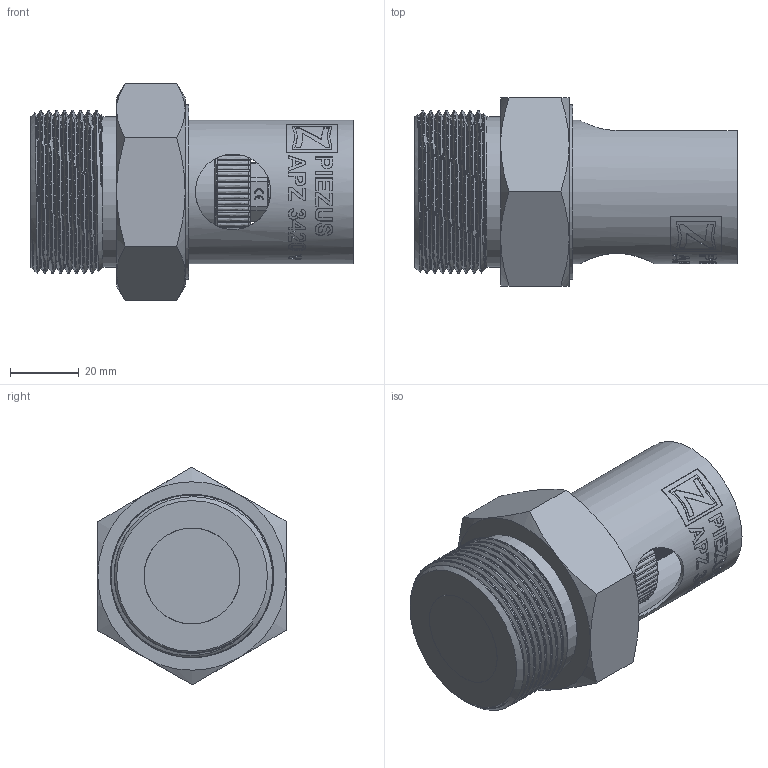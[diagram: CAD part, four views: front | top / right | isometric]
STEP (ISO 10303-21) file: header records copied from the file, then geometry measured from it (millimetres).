
FILE_DESCRIPTION(/* description */ (''),/* implementation_level */ '2;1');
FILE_NAME(/* name */ 'APZ3420v_G1-1''4_2.step',/* time_stamp */ '2021-07-13T17:02:17+03:00',/* author */ (''),/* organization */ (''),/* preprocessor_version */ 'ST-DEVELOPER v18.1',/* originating_system */ 'Autodesk Translation Framework v10.9.0.1377',/* authorisation */ '');
FILE_SCHEMA (('AUTOMOTIVE_DESIGN { 1 0 10303 214 3 1 1 }'));
Products named in the file (9): АПЗ 3420 v - filled; OMAL nut M27x1.5 v8; Ш100.000.001 v4; M12x1.5 Cable gland v4; Cable gland; Rubber gasket; M12 Domed nut; МР00-01.266.412.125 v5; МР00-01.266.410.125 v6
Assembly tree (8 placements, depth 3):
  АПЗ 3420 v - filled
    OMAL nut M27x1.5 v8
    Ш100.000.001 v4
    M12x1.5 Cable gland v4
      Cable gland
      Rubber gasket
      M12 Domed nut
    МР00-01.266.412.125 v5
    МР00-01.266.410.125 v6
Bounding box: 94 x 55.08 x 63.51 mm (x, y, z)
Volume: 110295.7 mm3; surface area: 41191.2 mm2
Topology: 7 solids, 8 shells, 2721 faces, 7957 edges, 5306 vertices
Faces by surface type: plane 1492, cylinder 784, bspline 410, cone 26, torus 8, sphere 1
Full cylindrical faces by diameter (mm): 1 x6, 2 x1, 7.5 x1, 8 x1, 9.976 x5, 10 x6, 10.376 x4, 10.526 x3, 11.6 x4, 12 x5, 12.203 x3, 12.6 x1, 15 x1, 17 x1, 20 x1, 21.4 x2, 22 x1, 22.3 x1, 22.5 x1, 24.5 x1, 25.132 x4, 25.526 x4, 25.7 x1, 26.5 x5, 27.208 x5, 27.9 x1, 28 x2, 40 x1, 42 x2, 44 x1
Entity records: 118490 total; most frequent: CARTESIAN_POINT 49500, ORIENTED_EDGE 15914, DIRECTION 12412, EDGE_CURVE 7957, VERTEX_POINT 5306, LINE 4302, VECTOR 4302, AXIS2_PLACEMENT_3D 4055
